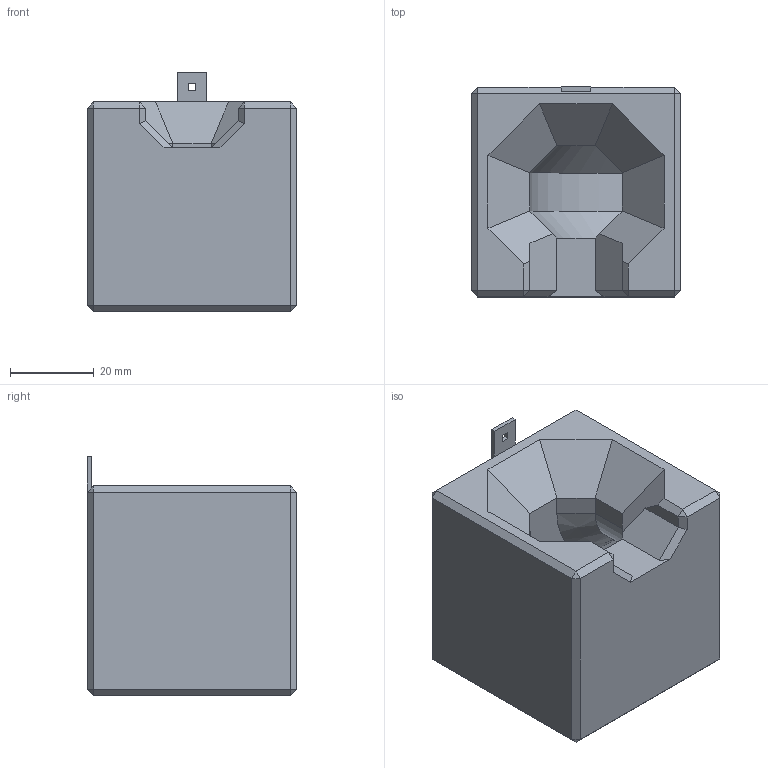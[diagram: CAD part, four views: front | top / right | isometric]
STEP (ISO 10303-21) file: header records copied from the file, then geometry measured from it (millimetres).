
FILE_DESCRIPTION (( 'STEP AP214' ), '1' );
FILE_NAME ('Cuboro_42R.STEP', '2022-02-24T20:04:57', ( '' ), ( '' ), 'SwSTEP 2.0', 'SolidWorks 2019', '' );
FILE_SCHEMA (( 'AUTOMOTIVE_DESIGN' ));
Length unit declared in the file: millimetre
Products named in the file (1): Cuboro_42R
Bounding box: 50 x 50 x 57 mm (x, y, z)
Volume: 96903.6 mm3; surface area: 17140.1 mm2
Topology: 1 solids, 1 shells, 75 faces, 174 edges, 100 vertices
Faces by surface type: plane 69, cone 4, cylinder 2
Entity records: 2074 total; most frequent: CARTESIAN_POINT 350, ORIENTED_EDGE 348, DIRECTION 334, EDGE_CURVE 174, VECTOR 166, LINE 166, VERTEX_POINT 100, AXIS2_PLACEMENT_3D 84
